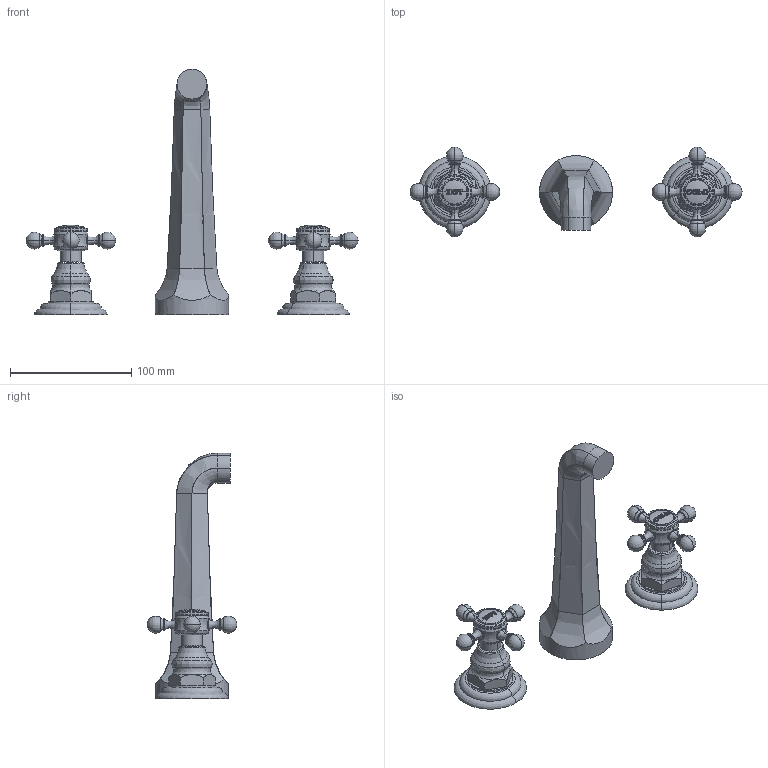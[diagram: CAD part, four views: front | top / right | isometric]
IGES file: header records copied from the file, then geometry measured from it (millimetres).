
Start section:  PTC IGES file: 3-921_sw0002.igs
Global section: file name: 3-921_sw0002.igs; native system: Creo Parametric by PTC Inc.; preprocessor: 2018400; author: rsmith; organization: Unknown; date: 20201124.135558; units: inch
Bounding box: 274.19 x 74.04 x 202.82 mm (x, y, z)
Surface area: 59253.4 mm2 (no closed solid volume)
Topology: 0 solids, 0 shells, 419 faces, 1914 edges, 1894 vertices
Faces by surface type: revolution 266, bspline 145, extrusion 8
